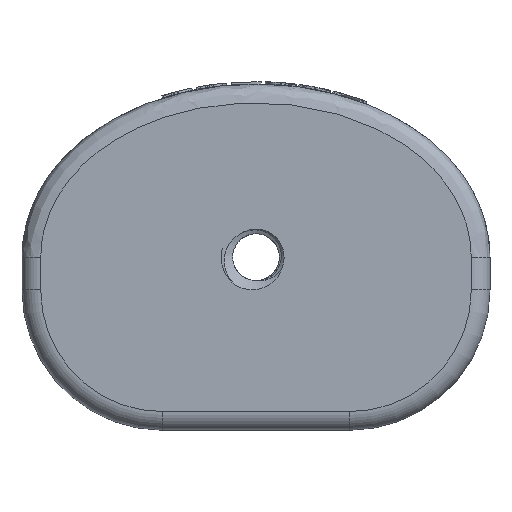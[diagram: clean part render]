
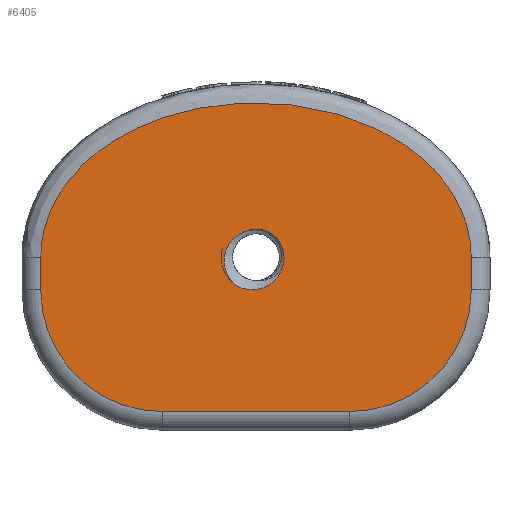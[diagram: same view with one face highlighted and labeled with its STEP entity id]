
A CAD part, front view. The second image highlights one B-rep face of the part: STEP entity #6405.
In plain terms, the highlighted planar face has unit normal (0, -1, 0).
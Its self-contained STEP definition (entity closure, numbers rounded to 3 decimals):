
#899=DIRECTION('',(0.,0.,-1.));
#900=VECTOR('',#899,3.5);
#901=CARTESIAN_POINT('',(-23.,-10.,0.));
#902=LINE('',#901,#900);
#903=CARTESIAN_POINT('',(23.,-10.,0.));
#904=CARTESIAN_POINT('',(23.,-10.,0.445));
#905=CARTESIAN_POINT('',(22.949,-10.,1.294));
#906=CARTESIAN_POINT('',(22.772,-10.,2.415));
#907=CARTESIAN_POINT('',(22.511,-10.,3.47));
#908=CARTESIAN_POINT('',(22.157,-10.,4.518));
#909=CARTESIAN_POINT('',(21.707,-10.,5.544));
#910=CARTESIAN_POINT('',(21.177,-10.,6.527));
#911=CARTESIAN_POINT('',(20.574,-10.,7.463));
#912=CARTESIAN_POINT('',(19.903,-10.,8.356));
#913=CARTESIAN_POINT('',(19.162,-10.,9.212));
#914=CARTESIAN_POINT('',(18.357,-10.,10.024));
#915=CARTESIAN_POINT('',(17.504,-10.,10.782));
#916=CARTESIAN_POINT('',(16.589,-10.,11.503));
#917=CARTESIAN_POINT('',(15.566,-10.,12.217));
#918=CARTESIAN_POINT('',(14.38,-10.,12.944));
#919=CARTESIAN_POINT('',(12.979,-10.,13.684));
#920=CARTESIAN_POINT('',(11.352,-10.,14.406));
#921=CARTESIAN_POINT('',(9.499,-10.,15.077));
#922=CARTESIAN_POINT('',(7.369,-10.,15.677));
#923=CARTESIAN_POINT('',(4.859,-10.,16.174));
#924=CARTESIAN_POINT('',(2.027,-10.,16.481));
#925=CARTESIAN_POINT('',(-0.879,-10.,16.53));
#926=CARTESIAN_POINT('',(-3.599,-10.,16.335));
#927=CARTESIAN_POINT('',(-5.984,-10.,15.969));
#928=CARTESIAN_POINT('',(-8.063,-10.,15.494));
#929=CARTESIAN_POINT('',(-9.913,-10.,14.935));
#930=CARTESIAN_POINT('',(-11.558,-10.,14.318));
#931=CARTESIAN_POINT('',(-12.998,-10.,13.671));
#932=CARTESIAN_POINT('',(-14.243,-10.,13.018));
#933=CARTESIAN_POINT('',(-15.333,-10.,12.365));
#934=CARTESIAN_POINT('',(-16.313,-10.,11.703));
#935=CARTESIAN_POINT('',(-17.231,-10.,11.006));
#936=CARTESIAN_POINT('',(-18.11,-10.,10.253));
#937=CARTESIAN_POINT('',(-18.937,-10.,9.449));
#938=CARTESIAN_POINT('',(-19.698,-10.,8.604));
#939=CARTESIAN_POINT('',(-20.391,-10.,7.72));
#940=CARTESIAN_POINT('',(-21.016,-10.,6.793));
#941=CARTESIAN_POINT('',(-21.57,-10.,5.818));
#942=CARTESIAN_POINT('',(-22.041,-10.,4.804));
#943=CARTESIAN_POINT('',(-22.414,-10.,3.789));
#944=CARTESIAN_POINT('',(-22.714,-10.,2.697));
#945=CARTESIAN_POINT('',(-22.934,-10.,1.468));
#946=CARTESIAN_POINT('',(-23.,-10.,0.51));
#947=CARTESIAN_POINT('',(-23.,-10.,0.));
#949=DIRECTION('',(0.,0.,1.));
#950=VECTOR('',#949,3.5);
#951=CARTESIAN_POINT('',(23.,-10.,-3.5));
#952=LINE('',#951,#950);
#953=CARTESIAN_POINT('',(10.,-10.,-3.5));
#954=DIRECTION('',(0.,-1.,0.));
#955=DIRECTION('',(0.,0.,-1.));
#956=AXIS2_PLACEMENT_3D('',#953,#954,#955);
#958=DIRECTION('',(1.,0.,0.));
#959=VECTOR('',#958,20.);
#960=CARTESIAN_POINT('',(-10.,-10.,-16.5));
#961=LINE('',#960,#959);
#962=CARTESIAN_POINT('',(-10.,-10.,-3.5));
#963=DIRECTION('',(0.,-1.,0.));
#964=DIRECTION('',(-1.,0.,0.));
#965=AXIS2_PLACEMENT_3D('',#962,#963,#964);
#967=CARTESIAN_POINT('',(2.785,-10.,-1.114));
#968=CARTESIAN_POINT('',(2.729,-10.,-1.335));
#969=CARTESIAN_POINT('',(2.567,-10.,-1.76));
#970=CARTESIAN_POINT('',(2.162,-10.,-2.363));
#971=CARTESIAN_POINT('',(1.616,-10.,-2.868));
#972=CARTESIAN_POINT('',(0.957,-10.,-3.239));
#973=CARTESIAN_POINT('',(0.281,-10.,-3.442));
#974=CARTESIAN_POINT('',(-0.396,-10.,-3.505));
#975=CARTESIAN_POINT('',(-1.056,-10.,-3.44));
#976=CARTESIAN_POINT('',(-1.696,-10.,-3.254));
#977=CARTESIAN_POINT('',(-2.097,-10.,-3.052));
#978=CARTESIAN_POINT('',(-2.291,-10.,-2.931));
#980=CARTESIAN_POINT('',(-2.291,-10.,-2.931));
#981=CARTESIAN_POINT('',(-2.499,-10.,-2.73));
#982=CARTESIAN_POINT('',(-2.852,-10.,-2.298));
#983=CARTESIAN_POINT('',(-3.217,-10.,-1.56));
#984=CARTESIAN_POINT('',(-3.401,-10.,-0.759));
#985=CARTESIAN_POINT('',(-3.395,-10.,0.03));
#986=CARTESIAN_POINT('',(-3.207,-10.,0.795));
#987=CARTESIAN_POINT('',(-2.856,-10.,1.472));
#988=CARTESIAN_POINT('',(-2.363,-10.,2.038));
#989=CARTESIAN_POINT('',(-1.969,-10.,2.318));
#990=CARTESIAN_POINT('',(-1.753,-10.,2.434));
#4201=CARTESIAN_POINT('',(0.,-10.,0.));
#4202=DIRECTION('',(0.,1.,0.));
#4203=DIRECTION('',(-0.584,0.,0.811));
#4204=AXIS2_PLACEMENT_3D('',#4201,#4202,#4203);
#4415=CARTESIAN_POINT('',(-23.,-10.,0.));
#4416=CARTESIAN_POINT('',(-23.,-10.,-3.5));
#4417=VERTEX_POINT('',#4415);
#4418=VERTEX_POINT('',#4416);
#4423=CARTESIAN_POINT('',(-10.,-10.,-16.5));
#4424=VERTEX_POINT('',#4423);
#4427=CARTESIAN_POINT('',(10.,-10.,-16.5));
#4428=VERTEX_POINT('',#4427);
#4431=CARTESIAN_POINT('',(23.,-10.,-3.5));
#4432=VERTEX_POINT('',#4431);
#4435=CARTESIAN_POINT('',(23.,-10.,0.));
#4436=VERTEX_POINT('',#4435);
#4492=VERTEX_POINT('',#967);
#4493=VERTEX_POINT('',#978);
#4494=VERTEX_POINT('',#990);
#6379=CARTESIAN_POINT('',(0.,-10.,0.));
#6380=DIRECTION('',(0.,1.,0.));
#6381=DIRECTION('',(1.,0.,0.));
#6382=AXIS2_PLACEMENT_3D('',#6379,#6380,#6381);
#6383=PLANE('',#6382);
#6385=ORIENTED_EDGE('',*,*,#6384,.F.);
#6387=ORIENTED_EDGE('',*,*,#6386,.F.);
#6389=ORIENTED_EDGE('',*,*,#6388,.F.);
#6391=ORIENTED_EDGE('',*,*,#6390,.F.);
#6393=ORIENTED_EDGE('',*,*,#6392,.F.);
#6395=ORIENTED_EDGE('',*,*,#6394,.F.);
#6396=EDGE_LOOP('',(#6385,#6387,#6389,#6391,#6393,#6395));
#6397=FACE_OUTER_BOUND('',#6396,.F.);
#6398=ORIENTED_EDGE('',*,*,#6359,.F.);
#6400=ORIENTED_EDGE('',*,*,#6399,.F.);
#6402=ORIENTED_EDGE('',*,*,#6401,.F.);
#6403=EDGE_LOOP('',(#6398,#6400,#6402));
#6404=FACE_BOUND('',#6403,.F.);
#6405=ADVANCED_FACE('',(#6397,#6404),#6383,.F.);
#948=B_SPLINE_CURVE_WITH_KNOTS('',3,(#903,#904,#905,#906,#907,#908,#909,#910,
#911,#912,#913,#914,#915,#916,#917,#918,#919,#920,#921,#922,#923,#924,#925,#926,
#927,#928,#929,#930,#931,#932,#933,#934,#935,#936,#937,#938,#939,#940,#941,#942,
#943,#944,#945,#946,#947),.UNSPECIFIED.,.F.,.F.,(4,1,1,1,1,1,1,1,1,1,1,1,1,1,1,
1,1,1,1,1,1,1,1,1,1,1,1,1,1,1,1,1,1,1,1,1,1,1,1,1,1,1,4),(0.,
0.024,0.048,0.071,0.095,
0.119,0.143,0.167,0.19,
0.214,0.238,0.262,0.286,
0.31,0.333,0.357,0.381,
0.405,0.429,0.452,0.476,0.5,
0.524,0.548,0.571,0.595,
0.619,0.643,0.667,0.69,
0.714,0.738,0.762,0.786,
0.81,0.833,0.857,0.881,
0.905,0.929,0.952,0.976,1.),
.UNSPECIFIED.);
#957=CIRCLE('',#956,13.);
#966=CIRCLE('',#965,13.);
#979=B_SPLINE_CURVE_WITH_KNOTS('',3,(#967,#968,#969,#970,#971,#972,#973,#974,
#975,#976,#977,#978),.UNSPECIFIED.,.F.,.F.,(4,1,1,1,1,1,1,1,1,4),(0.,
0.111,0.222,0.333,0.444,
0.556,0.667,0.778,0.889,1.),
.UNSPECIFIED.);
#991=B_SPLINE_CURVE_WITH_KNOTS('',3,(#980,#981,#982,#983,#984,#985,#986,#987,
#988,#989,#990),.UNSPECIFIED.,.F.,.F.,(4,1,1,1,1,1,1,1,4),(0.,0.125,0.25,
0.375,0.5,0.625,0.75,0.875,1.),.UNSPECIFIED.);
#4205=CIRCLE('',#4204,3.);
#6359=EDGE_CURVE('',#4492,#4493,#979,.T.);
#6384=EDGE_CURVE('',#4417,#4418,#902,.T.);
#6386=EDGE_CURVE('',#4436,#4417,#948,.T.);
#6388=EDGE_CURVE('',#4432,#4436,#952,.T.);
#6390=EDGE_CURVE('',#4428,#4432,#957,.T.);
#6392=EDGE_CURVE('',#4424,#4428,#961,.T.);
#6394=EDGE_CURVE('',#4418,#4424,#966,.T.);
#6399=EDGE_CURVE('',#4494,#4492,#4205,.T.);
#6401=EDGE_CURVE('',#4493,#4494,#991,.T.);
